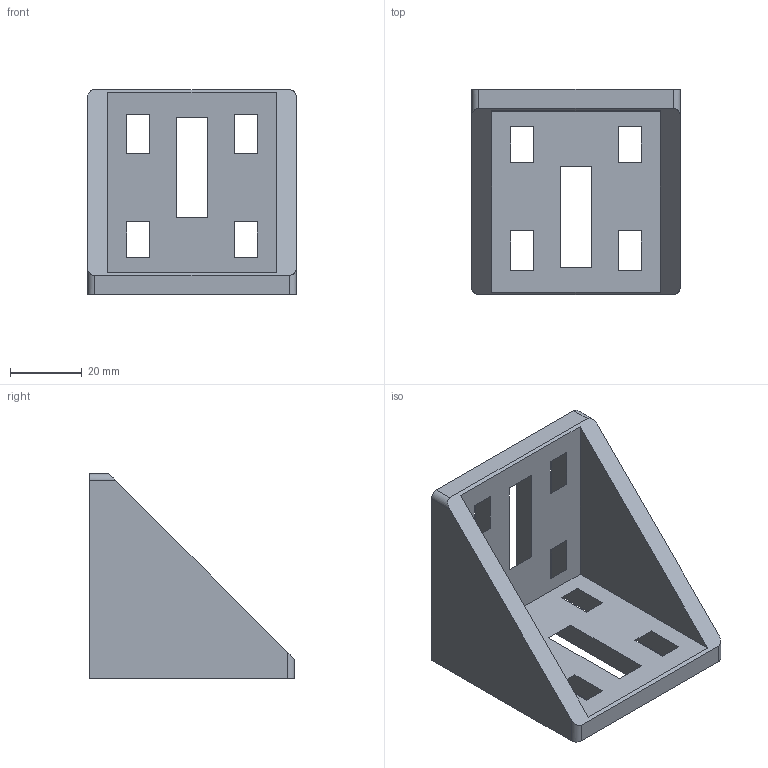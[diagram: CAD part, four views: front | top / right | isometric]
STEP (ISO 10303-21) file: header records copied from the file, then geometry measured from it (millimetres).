
FILE_DESCRIPTION(('STEP AP214'),'1');
FILE_NAME('cctmp_68AE4769-0F21-4AE3-8531-EA78410068DA_2020_1_10_11_13_24_73..stp','2020-01-10T10:13:24',('Bosch Rexroth AG'),('CADClick - www.CADClick.com'),'Spatial InterOp 3D',' ','unknown authorization - (Healing Option Enabled)');
FILE_SCHEMA(('AUTOMOTIVE_DESIGN'));
Length unit declared in the file: millimetre
Products named in the file (1): 2020_01_10__11-13-24-073
Bounding box: 58 x 57 x 57 mm (x, y, z)
Volume: 44092.4 mm3; surface area: 19761.2 mm2
Topology: 1 solids, 1 shells, 55 faces, 156 edges, 104 vertices
Faces by surface type: plane 51, cylinder 4
Entity records: 2262 total; most frequent: CARTESIAN_POINT 316, ORIENTED_EDGE 312, DIRECTION 276, EDGE_CURVE 156, LINE 148, VECTOR 148, VERTEX_POINT 104, EDGE_LOOP 76
